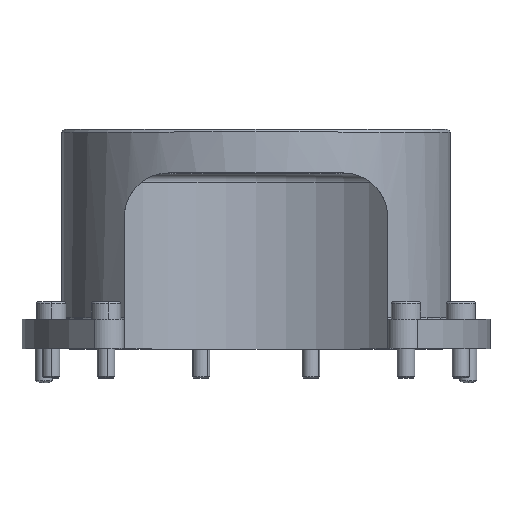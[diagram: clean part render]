
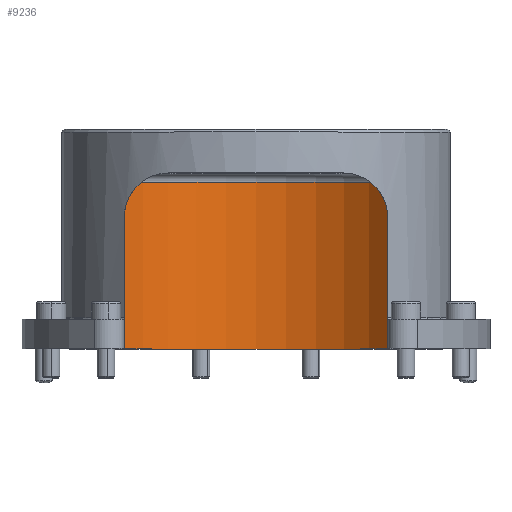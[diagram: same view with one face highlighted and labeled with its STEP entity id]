
A CAD part, top view. The second image highlights one B-rep face of the part: STEP entity #9236.
In plain terms, the highlighted cylindrical face has radius 60 mm (diameter 120 mm), a partial arc.
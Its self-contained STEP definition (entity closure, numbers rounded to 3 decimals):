
#529 = AXIS2_PLACEMENT_3D ( 'NONE', #2531, #7935, #3297 ) ;
#862 = VERTEX_POINT ( 'NONE', #3547 ) ;
#1173 = CARTESIAN_POINT ( 'NONE',  ( -60., 100.5, 0. ) ) ;
#1215 = CARTESIAN_POINT ( 'NONE',  ( 0., 100.5, 0. ) ) ;
#1219 = CARTESIAN_POINT ( 'NONE',  ( -60., 157.5, 0. ) ) ;
#1373 = VERTEX_POINT ( 'NONE', #1219 ) ;
#1991 = DIRECTION ( 'NONE',  ( -1., 0., 0. ) ) ;
#2531 = CARTESIAN_POINT ( 'NONE',  ( 0., 157.5, 0. ) ) ;
#2904 = CARTESIAN_POINT ( 'NONE',  ( 0., 100.5, 0. ) ) ;
#3297 = DIRECTION ( 'NONE',  ( -1., 0., 0. ) ) ;
#3547 = CARTESIAN_POINT ( 'NONE',  ( 60., 157.5, 0. ) ) ;
#3574 = CYLINDRICAL_SURFACE ( 'NONE', #5414, 60. ) ;
#3639 = CARTESIAN_POINT ( 'NONE',  ( -60., 100.5, 0. ) ) ;
#4375 = CARTESIAN_POINT ( 'NONE',  ( 60., 100.5, 0. ) ) ;
#4533 = ORIENTED_EDGE ( 'NONE', *, *, #9136, .T. ) ;
#5028 = ORIENTED_EDGE ( 'NONE', *, *, #8480, .T. ) ;
#5163 = VECTOR ( 'NONE', #5922, 1000. ) ;
#5250 = DIRECTION ( 'NONE',  ( -1., 0., 0. ) ) ;
#5384 = EDGE_LOOP ( 'NONE', ( #9933, #7540, #5028, #4533 ) ) ;
#5414 = AXIS2_PLACEMENT_3D ( 'NONE', #2904, #9843, #5250 ) ;
#5790 = LINE ( 'NONE', #3639, #9863 ) ;
#5922 = DIRECTION ( 'NONE',  ( 0., -1., 0. ) ) ;
#5928 = VERTEX_POINT ( 'NONE', #1173 ) ;
#6640 = DIRECTION ( 'NONE',  ( 0., -1., 0. ) ) ;
#6647 = AXIS2_PLACEMENT_3D ( 'NONE', #1215, #6640, #1991 ) ;
#6684 = CARTESIAN_POINT ( 'NONE',  ( 60., 100.5, 0. ) ) ;
#7209 = LINE ( 'NONE', #6684, #5163 ) ;
#7407 = EDGE_CURVE ( 'NONE', #862, #9169, #7209, .T. ) ;
#7540 = ORIENTED_EDGE ( 'NONE', *, *, #9474, .F. ) ;
#7928 = FACE_OUTER_BOUND ( 'NONE', #5384, .T. ) ;
#7935 = DIRECTION ( 'NONE',  ( 0., -1., 0. ) ) ;
#8247 = DIRECTION ( 'NONE',  ( 0., -1., 0. ) ) ;
#8480 = EDGE_CURVE ( 'NONE', #1373, #5928, #5790, .T. ) ;
#8876 = CIRCLE ( 'NONE', #6647, 60. ) ;
#9103 = CIRCLE ( 'NONE', #529, 60. ) ;
#9136 = EDGE_CURVE ( 'NONE', #5928, #9169, #8876, .T. ) ;
#9169 = VERTEX_POINT ( 'NONE', #4375 ) ;
#9236 = ADVANCED_FACE ( 'NONE', ( #7928 ), #3574, .F. ) ;
#9474 = EDGE_CURVE ( 'NONE', #1373, #862, #9103, .T. ) ;
#9843 = DIRECTION ( 'NONE',  ( 0., -1., 0. ) ) ;
#9863 = VECTOR ( 'NONE', #8247, 1000. ) ;
#9933 = ORIENTED_EDGE ( 'NONE', *, *, #7407, .F. ) ;
